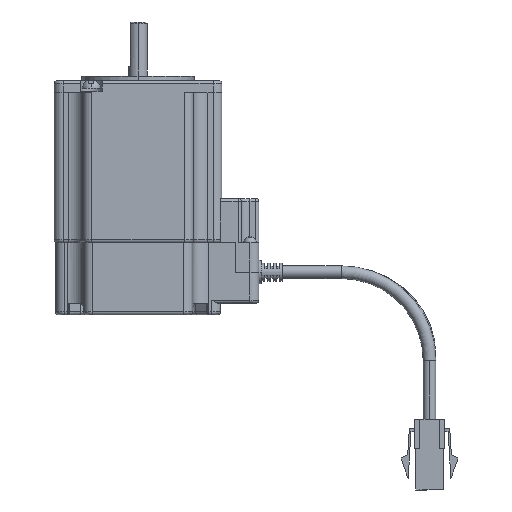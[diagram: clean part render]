
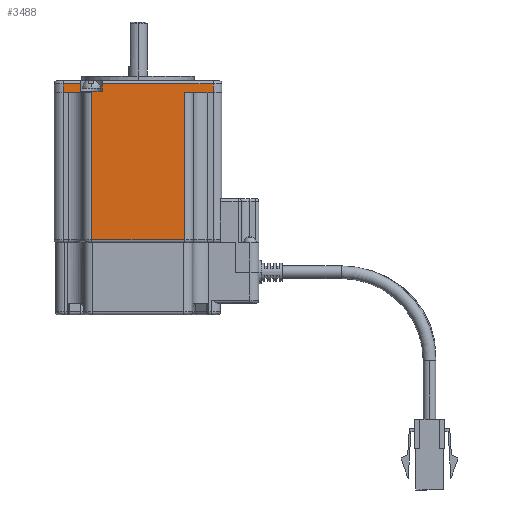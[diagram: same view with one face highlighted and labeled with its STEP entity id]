
A CAD part, left-side view. The second image highlights one B-rep face of the part: STEP entity #3488.
In plain terms, the highlighted planar face has unit normal (-1, 0, 0).
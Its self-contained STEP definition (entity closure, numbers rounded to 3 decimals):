
#45 = DIRECTION ( 'NONE',  ( -1., 0., 0. ) ) ;
#50 = DIRECTION ( 'NONE',  ( 0., -1., 0. ) ) ;
#86 = PLANE ( 'NONE',  #18267 ) ;
#158 = CARTESIAN_POINT ( 'NONE',  ( 63.711, -21.243, 0. ) ) ;
#2735 = LINE ( 'NONE', #10452, #2739 ) ;
#2739 = VECTOR ( 'NONE', #10450, 1000. ) ;
#2799 = LINE ( 'NONE', #9384, #2804 ) ;
#2801 = LINE ( 'NONE', #9420, #2807 ) ;
#2804 = VECTOR ( 'NONE', #9409, 1000. ) ;
#2806 = LINE ( 'NONE', #9436, #2809 ) ;
#2807 = VECTOR ( 'NONE', #9408, 1000. ) ;
#2809 = VECTOR ( 'NONE', #9445, 1000. ) ;
#3488 = ADVANCED_FACE ( 'NONE', ( #7046 ), #86, .T. ) ;
#6148 = LINE ( 'NONE', #23304, #6151 ) ;
#6151 = VECTOR ( 'NONE', #23305, 1000. ) ;
#7046 = FACE_OUTER_BOUND ( 'NONE', #9188, .T. ) ;
#8222 = EDGE_CURVE ( 'NONE', #11412, #11312, #2735, .T. ) ;
#8259 = EDGE_CURVE ( 'NONE', #11340, #11439, #2799, .T. ) ;
#8261 = EDGE_CURVE ( 'NONE', #11347, #11312, #2801, .T. ) ;
#8262 = EDGE_CURVE ( 'NONE', #11340, #11347, #2806, .T. ) ;
#9188 = EDGE_LOOP ( 'NONE', ( #11060, #11059, #11058, #11057, #11056, #11055, #11054, #11053, #11052, #11051, #11050, #11049 ) ) ;
#9384 = CARTESIAN_POINT ( 'NONE',  ( 63.711, -65.513, 27.5 ) ) ;
#9408 = DIRECTION ( 'NONE',  ( 0., 0., 1. ) ) ;
#9409 = DIRECTION ( 'NONE',  ( 0., 0., 1. ) ) ;
#9420 = CARTESIAN_POINT ( 'NONE',  ( 63.711, -33.973, 25.5 ) ) ;
#9436 = CARTESIAN_POINT ( 'NONE',  ( 63.711, -49.743, 1. ) ) ;
#9445 = DIRECTION ( 'NONE',  ( 0., 1., 0. ) ) ;
#10450 = DIRECTION ( 'NONE',  ( 0., -1., 0. ) ) ;
#10452 = CARTESIAN_POINT ( 'NONE',  ( 63.711, -49.743, 51. ) ) ;
#11049 = ORIENTED_EDGE ( 'NONE', *, *, #8259, .T. ) ;
#11050 = ORIENTED_EDGE ( 'NONE', *, *, #8262, .F. ) ;
#11051 = ORIENTED_EDGE ( 'NONE', *, *, #8261, .F. ) ;
#11052 = ORIENTED_EDGE ( 'NONE', *, *, #8222, .T. ) ;
#11053 = ORIENTED_EDGE ( 'NONE', *, *, #23225, .T. ) ;
#11054 = ORIENTED_EDGE ( 'NONE', *, *, #23223, .T. ) ;
#11055 = ORIENTED_EDGE ( 'NONE', *, *, #23222, .T. ) ;
#11056 = ORIENTED_EDGE ( 'NONE', *, *, #23219, .T. ) ;
#11057 = ORIENTED_EDGE ( 'NONE', *, *, #23217, .T. ) ;
#11058 = ORIENTED_EDGE ( 'NONE', *, *, #23216, .T. ) ;
#11059 = ORIENTED_EDGE ( 'NONE', *, *, #17303, .T. ) ;
#11060 = ORIENTED_EDGE ( 'NONE', *, *, #23227, .T. ) ;
#11198 = VERTEX_POINT ( 'NONE', #19013 ) ;
#11312 = VERTEX_POINT ( 'NONE', #19150 ) ;
#11340 = VERTEX_POINT ( 'NONE', #19182 ) ;
#11347 = VERTEX_POINT ( 'NONE', #19191 ) ;
#11348 = VERTEX_POINT ( 'NONE', #19192 ) ;
#11349 = VERTEX_POINT ( 'NONE', #19193 ) ;
#11395 = VERTEX_POINT ( 'NONE', #19249 ) ;
#11407 = VERTEX_POINT ( 'NONE', #19263 ) ;
#11412 = VERTEX_POINT ( 'NONE', #19270 ) ;
#11437 = VERTEX_POINT ( 'NONE', #19301 ) ;
#11439 = VERTEX_POINT ( 'NONE', #19304 ) ;
#11445 = VERTEX_POINT ( 'NONE', #19311 ) ;
#17303 = EDGE_CURVE ( 'NONE', #11198, #11407, #6148, .T. ) ;
#18267 = AXIS2_PLACEMENT_3D ( 'NONE', #158, #45, #50 ) ;
#19013 = CARTESIAN_POINT ( 'NONE',  ( 63.711, -75.243, 51. ) ) ;
#19150 = CARTESIAN_POINT ( 'NONE',  ( 63.711, -33.973, 51. ) ) ;
#19182 = CARTESIAN_POINT ( 'NONE',  ( 63.711, -65.513, 1. ) ) ;
#19191 = CARTESIAN_POINT ( 'NONE',  ( 63.711, -33.973, 1. ) ) ;
#19192 = CARTESIAN_POINT ( 'NONE',  ( 63.711, -37.543, 51.5 ) ) ;
#19193 = CARTESIAN_POINT ( 'NONE',  ( 63.711, -30.143, 54. ) ) ;
#19249 = CARTESIAN_POINT ( 'NONE',  ( 63.711, -30.143, 51.5 ) ) ;
#19263 = CARTESIAN_POINT ( 'NONE',  ( 63.711, -75.243, 54. ) ) ;
#19270 = CARTESIAN_POINT ( 'NONE',  ( 63.711, -24.243, 51. ) ) ;
#19301 = CARTESIAN_POINT ( 'NONE',  ( 63.711, -24.243, 54. ) ) ;
#19304 = CARTESIAN_POINT ( 'NONE',  ( 63.711, -65.513, 51. ) ) ;
#19311 = CARTESIAN_POINT ( 'NONE',  ( 63.711, -37.543, 54. ) ) ;
#23216 = EDGE_CURVE ( 'NONE', #11407, #11445, #26266, .T. ) ;
#23217 = EDGE_CURVE ( 'NONE', #11445, #11348, #26270, .T. ) ;
#23219 = EDGE_CURVE ( 'NONE', #11348, #11395, #26282, .T. ) ;
#23222 = EDGE_CURVE ( 'NONE', #11395, #11349, #26300, .T. ) ;
#23223 = EDGE_CURVE ( 'NONE', #11349, #11437, #26303, .T. ) ;
#23225 = EDGE_CURVE ( 'NONE', #11437, #11412, #26225, .T. ) ;
#23227 = EDGE_CURVE ( 'NONE', #11439, #11198, #26323, .T. ) ;
#23304 = CARTESIAN_POINT ( 'NONE',  ( 63.711, -75.243, 27.5 ) ) ;
#23305 = DIRECTION ( 'NONE',  ( 0., 0., 1. ) ) ;
#24207 = DIRECTION ( 'NONE',  ( 0., 1., 0. ) ) ;
#24225 = CARTESIAN_POINT ( 'NONE',  ( 63.711, -49.743, 54. ) ) ;
#24246 = CARTESIAN_POINT ( 'NONE',  ( 63.711, -30.143, 27.5 ) ) ;
#24249 = DIRECTION ( 'NONE',  ( 0., 0., 1. ) ) ;
#24257 = CARTESIAN_POINT ( 'NONE',  ( 63.711, -37.543, 27.5 ) ) ;
#24260 = DIRECTION ( 'NONE',  ( 0., 0., -1. ) ) ;
#24267 = CARTESIAN_POINT ( 'NONE',  ( 63.711, -49.743, 51.5 ) ) ;
#24269 = DIRECTION ( 'NONE',  ( 0., 1., 0. ) ) ;
#24277 = DIRECTION ( 'NONE',  ( 0., 0., -1. ) ) ;
#24287 = CARTESIAN_POINT ( 'NONE',  ( 63.711, -49.743, 54. ) ) ;
#24289 = DIRECTION ( 'NONE',  ( 0., 1., 0. ) ) ;
#24296 = CARTESIAN_POINT ( 'NONE',  ( 63.711, -24.243, 27.5 ) ) ;
#24309 = CARTESIAN_POINT ( 'NONE',  ( 63.711, -49.743, 51. ) ) ;
#24311 = DIRECTION ( 'NONE',  ( 0., -1., 0. ) ) ;
#26225 = LINE ( 'NONE', #24296, #26320 ) ;
#26266 = LINE ( 'NONE', #24225, #26273 ) ;
#26270 = LINE ( 'NONE', #24257, #26279 ) ;
#26273 = VECTOR ( 'NONE', #24207, 1000. ) ;
#26279 = VECTOR ( 'NONE', #24260, 1000. ) ;
#26282 = LINE ( 'NONE', #24267, #26292 ) ;
#26292 = VECTOR ( 'NONE', #24269, 1000. ) ;
#26300 = LINE ( 'NONE', #24246, #26306 ) ;
#26303 = LINE ( 'NONE', #24287, #26312 ) ;
#26306 = VECTOR ( 'NONE', #24249, 1000. ) ;
#26312 = VECTOR ( 'NONE', #24289, 1000. ) ;
#26320 = VECTOR ( 'NONE', #24277, 1000. ) ;
#26323 = LINE ( 'NONE', #24309, #26329 ) ;
#26329 = VECTOR ( 'NONE', #24311, 1000. ) ;
